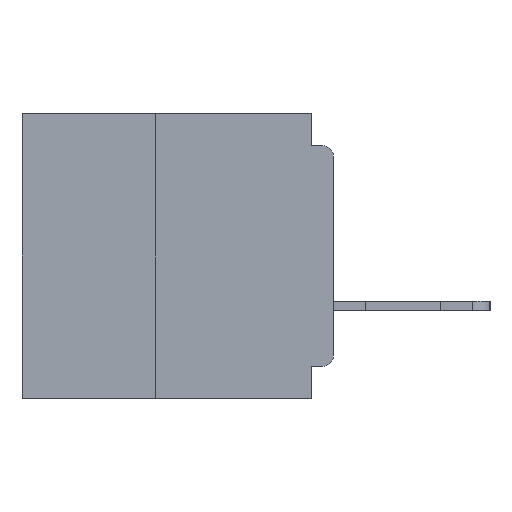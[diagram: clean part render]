
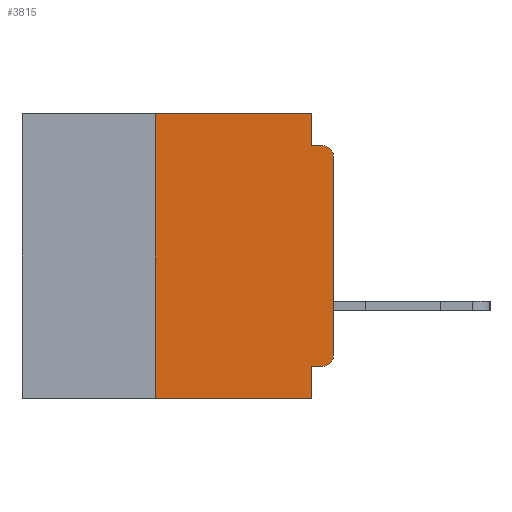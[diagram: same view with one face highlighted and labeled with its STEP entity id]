
A CAD part, left-side view. The second image highlights one B-rep face of the part: STEP entity #3815.
In plain terms, the highlighted planar face has unit normal (-1, 0, 0).
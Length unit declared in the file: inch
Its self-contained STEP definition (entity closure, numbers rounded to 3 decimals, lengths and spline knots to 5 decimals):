
#1279 = VERTEX_POINT ( 'NONE', #11881 ) ;
#1441 = CARTESIAN_POINT ( 'NONE',  ( 0., 0.031, 0. ) ) ;
#1517 = EDGE_CURVE ( 'NONE', #40501, #17544, #15232, .T. ) ;
#1654 = CARTESIAN_POINT ( 'NONE',  ( 0., 0.031, -0.4 ) ) ;
#1661 = CIRCLE ( 'NONE', #51626, 0.015 ) ;
#2139 = ORIENTED_EDGE ( 'NONE', *, *, #18057, .T. ) ;
#3815 = ADVANCED_FACE ( 'NONE', ( #4820 ), #25730, .F. ) ;
#3978 = EDGE_CURVE ( 'NONE', #1279, #17544, #51184, .T. ) ;
#4281 = DIRECTION ( 'NONE',  ( 1., 0., 0. ) ) ;
#4820 = FACE_OUTER_BOUND ( 'NONE', #11694, .T. ) ;
#5471 = CARTESIAN_POINT ( 'NONE',  ( 0., 0.015, -0.06 ) ) ;
#5916 = DIRECTION ( 'NONE',  ( 0., 0., -1. ) ) ;
#6162 = DIRECTION ( 'NONE',  ( -1., 0., 0. ) ) ;
#6479 = ORIENTED_EDGE ( 'NONE', *, *, #26002, .F. ) ;
#7143 = CARTESIAN_POINT ( 'NONE',  ( 0., 0., -0.06 ) ) ;
#8582 = LINE ( 'NONE', #23714, #41439 ) ;
#8665 = CARTESIAN_POINT ( 'NONE',  ( 0., 0., -0.355 ) ) ;
#8803 = LINE ( 'NONE', #53253, #41659 ) ;
#10599 = CARTESIAN_POINT ( 'NONE',  ( 0., 0., -0.34 ) ) ;
#10846 = ORIENTED_EDGE ( 'NONE', *, *, #11927, .T. ) ;
#11054 = VECTOR ( 'NONE', #14411, 39.37008 ) ;
#11638 = CARTESIAN_POINT ( 'NONE',  ( 0., 0.031, -0.355 ) ) ;
#11694 = EDGE_LOOP ( 'NONE', ( #2139, #32388, #27209, #20765, #31089, #6479, #48410, #22518, #16477, #10846 ) ) ;
#11881 = CARTESIAN_POINT ( 'NONE',  ( 0., 0.031, -0.045 ) ) ;
#11927 = EDGE_CURVE ( 'NONE', #35319, #43776, #1661, .T. ) ;
#13938 = CARTESIAN_POINT ( 'NONE',  ( 0., 0.015, -0.355 ) ) ;
#14316 = CARTESIAN_POINT ( 'NONE',  ( 0., 0.25, -0.4 ) ) ;
#14411 = DIRECTION ( 'NONE',  ( 0., 0., -1. ) ) ;
#15232 = CIRCLE ( 'NONE', #36357, 0.015 ) ;
#16002 = VECTOR ( 'NONE', #50611, 39.37008 ) ;
#16162 = CARTESIAN_POINT ( 'NONE',  ( 0., 0.015, -0.34 ) ) ;
#16477 = ORIENTED_EDGE ( 'NONE', *, *, #19980, .F. ) ;
#17544 = VERTEX_POINT ( 'NONE', #39654 ) ;
#18057 = EDGE_CURVE ( 'NONE', #43776, #40501, #39539, .T. ) ;
#18529 = VECTOR ( 'NONE', #34322, 39.37008 ) ;
#18648 = DIRECTION ( 'NONE',  ( 0., 0., 1. ) ) ;
#19980 = EDGE_CURVE ( 'NONE', #35319, #47093, #31290, .T. ) ;
#20505 = DIRECTION ( 'NONE',  ( 0., 0., -1. ) ) ;
#20765 = ORIENTED_EDGE ( 'NONE', *, *, #51415, .F. ) ;
#22179 = VECTOR ( 'NONE', #50311, 39.37008 ) ;
#22518 = ORIENTED_EDGE ( 'NONE', *, *, #33746, .F. ) ;
#22525 = LINE ( 'NONE', #1441, #11054 ) ;
#22537 = DIRECTION ( 'NONE',  ( 0., -1., 0. ) ) ;
#23714 = CARTESIAN_POINT ( 'NONE',  ( 0., 0.031, -0.4 ) ) ;
#24399 = CARTESIAN_POINT ( 'NONE',  ( 0., 0., 0. ) ) ;
#24866 = VERTEX_POINT ( 'NONE', #1654 ) ;
#25730 = PLANE ( 'NONE',  #42223 ) ;
#26002 = EDGE_CURVE ( 'NONE', #50006, #39892, #45727, .T. ) ;
#26102 = LINE ( 'NONE', #33483, #16002 ) ;
#27209 = ORIENTED_EDGE ( 'NONE', *, *, #3978, .F. ) ;
#27393 = EDGE_CURVE ( 'NONE', #39892, #27451, #26102, .T. ) ;
#27451 = VERTEX_POINT ( 'NONE', #42292 ) ;
#27509 = DIRECTION ( 'NONE',  ( 0., -1., 0. ) ) ;
#31089 = ORIENTED_EDGE ( 'NONE', *, *, #27393, .F. ) ;
#31290 = LINE ( 'NONE', #8665, #18529 ) ;
#32388 = ORIENTED_EDGE ( 'NONE', *, *, #1517, .T. ) ;
#33483 = CARTESIAN_POINT ( 'NONE',  ( 0., 0.437, 0. ) ) ;
#33746 = EDGE_CURVE ( 'NONE', #47093, #24866, #8582, .T. ) ;
#34309 = DIRECTION ( 'NONE',  ( 0., 0., -1. ) ) ;
#34322 = DIRECTION ( 'NONE',  ( 0., 1., 0. ) ) ;
#35319 = VERTEX_POINT ( 'NONE', #13938 ) ;
#36357 = AXIS2_PLACEMENT_3D ( 'NONE', #5471, #6162, #5916 ) ;
#38932 = CARTESIAN_POINT ( 'NONE',  ( 0., 0.437, 0. ) ) ;
#39539 = LINE ( 'NONE', #24399, #22179 ) ;
#39654 = CARTESIAN_POINT ( 'NONE',  ( 0., 0.015, -0.045 ) ) ;
#39892 = VERTEX_POINT ( 'NONE', #50202 ) ;
#40501 = VERTEX_POINT ( 'NONE', #7143 ) ;
#41439 = VECTOR ( 'NONE', #45089, 39.37008 ) ;
#41659 = VECTOR ( 'NONE', #27509, 39.37008 ) ;
#41872 = EDGE_CURVE ( 'NONE', #50006, #24866, #8803, .T. ) ;
#42223 = AXIS2_PLACEMENT_3D ( 'NONE', #38932, #4281, #34309 ) ;
#42292 = CARTESIAN_POINT ( 'NONE',  ( 0., 0.031, 0. ) ) ;
#43776 = VERTEX_POINT ( 'NONE', #10599 ) ;
#44391 = VECTOR ( 'NONE', #18648, 39.37008 ) ;
#45089 = DIRECTION ( 'NONE',  ( 0., 0., -1. ) ) ;
#45112 = VECTOR ( 'NONE', #22537, 39.37008 ) ;
#45727 = LINE ( 'NONE', #14316, #44391 ) ;
#46190 = DIRECTION ( 'NONE',  ( -1., 0., 0. ) ) ;
#47093 = VERTEX_POINT ( 'NONE', #11638 ) ;
#48410 = ORIENTED_EDGE ( 'NONE', *, *, #41872, .T. ) ;
#49640 = CARTESIAN_POINT ( 'NONE',  ( 0., 0.25, -0.4 ) ) ;
#50006 = VERTEX_POINT ( 'NONE', #49640 ) ;
#50202 = CARTESIAN_POINT ( 'NONE',  ( 0., 0.25, 0. ) ) ;
#50311 = DIRECTION ( 'NONE',  ( 0., 0., 1. ) ) ;
#50611 = DIRECTION ( 'NONE',  ( 0., -1., 0. ) ) ;
#51184 = LINE ( 'NONE', #52552, #45112 ) ;
#51415 = EDGE_CURVE ( 'NONE', #27451, #1279, #22525, .T. ) ;
#51626 = AXIS2_PLACEMENT_3D ( 'NONE', #16162, #46190, #20505 ) ;
#52552 = CARTESIAN_POINT ( 'NONE',  ( 0., 0., -0.045 ) ) ;
#53253 = CARTESIAN_POINT ( 'NONE',  ( 0., 0.437, -0.4 ) ) ;
